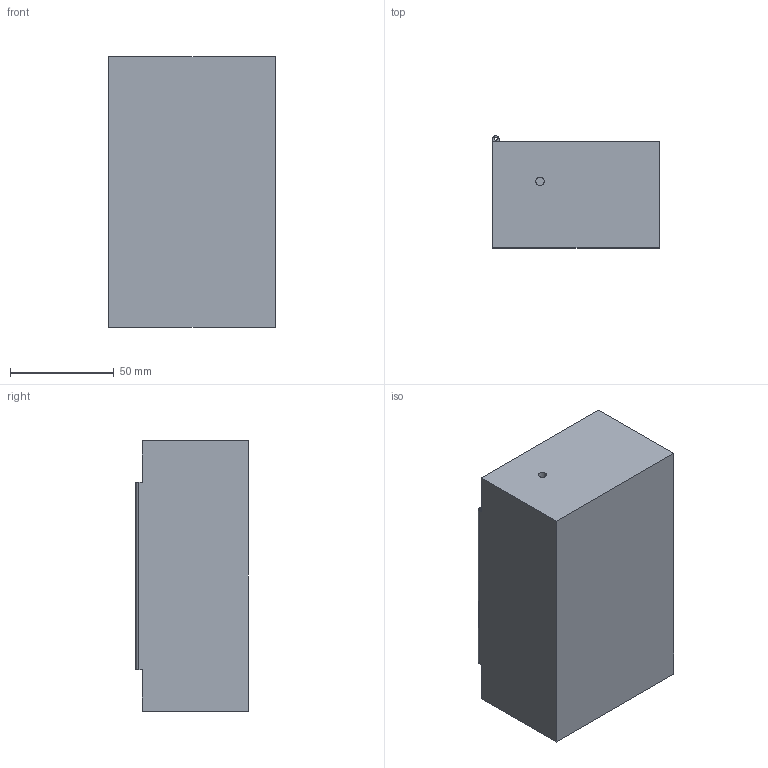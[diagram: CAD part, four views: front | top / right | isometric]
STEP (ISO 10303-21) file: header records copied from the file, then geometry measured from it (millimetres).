
FILE_DESCRIPTION (( 'STEP AP214' ), '1' );
FILE_NAME ('boxfinal.STEP', '2024-08-26T15:49:46', ( '' ), ( '' ), 'SwSTEP 2.0', 'SolidWorks 2024', '' );
FILE_SCHEMA (( 'AUTOMOTIVE_DESIGN' ));
Length unit declared in the file: millimetre
Products named in the file (1): boxfinal
Bounding box: 80 x 54 x 130 mm (x, y, z)
Volume: 93314.7 mm3; surface area: 62044.7 mm2
Topology: 1 solids, 1 shells, 155 faces, 393 edges, 238 vertices
Faces by surface type: plane 73, cylinder 46, bspline 16, torus 12, sphere 8
Entity records: 5774 total; most frequent: CARTESIAN_POINT 2131, ORIENTED_EDGE 770, DIRECTION 713, EDGE_CURVE 385, VECTOR 257, LINE 257, VERTEX_POINT 238, AXIS2_PLACEMENT_3D 228
